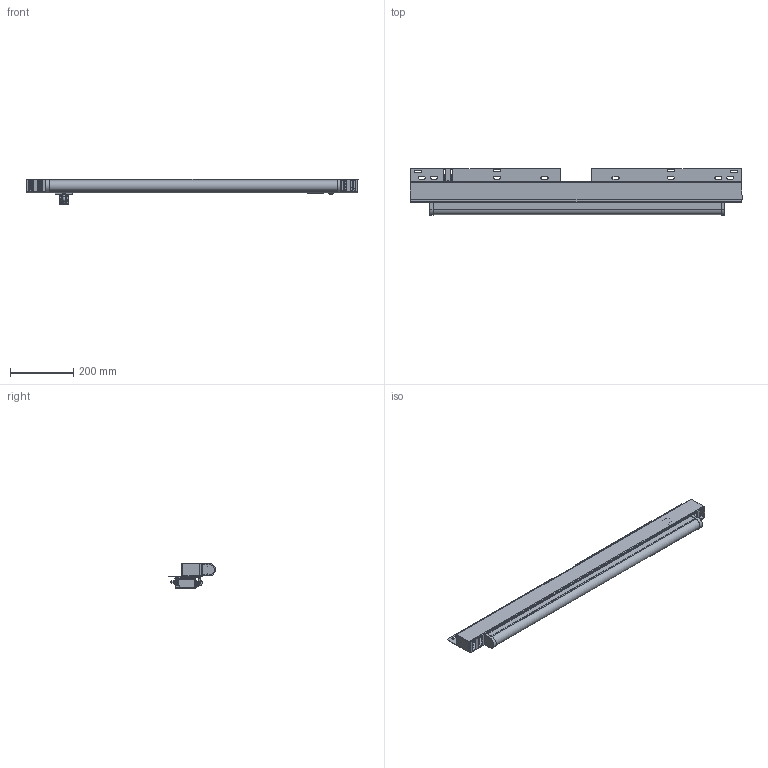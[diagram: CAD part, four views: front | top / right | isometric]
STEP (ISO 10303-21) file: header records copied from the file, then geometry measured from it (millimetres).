
FILE_DESCRIPTION(/* description */ (''),/* implementation_level */ '2;1');
FILE_NAME(/* name */ '01-040-00104_ZSB-LL30-SK-R-E-E44.stp',/* time_stamp */ '2018-01-16T08:12:49+01:00',/* author */ ('mblecker'),/* organization */ ('SSI-Schäfer'),/* preprocessor_version */ 'ST-DEVELOPER v15.6',/* originating_system */ 'Autodesk Inventor 2015',/* authorisation */ '');
FILE_SCHEMA (('AUTOMOTIVE_DESIGN { 1 0 10303 214 3 1 1 }'));
Products named in the file (44): 01-040-00024_LL30-SK-R_Unterteil; 01-040-00023_LL30-SK-R_Oberteil; Schalter_SK_neu; Schalter_Zwischenstueck; pg11; Türschalter-Adapterplatte; 166_GEST-382466211; 166_GEST-38246620; 166_GEST-382466231; 166_GEST-382466221; 166_GEST-382466212; 166_GEST-382466222; 166_GEST-382466232; Gest3-gr; 166_GEST-38246621-1; 166_GEST-38246620-1; 166_GEST-38246623-1; 166_GEST-38246622-1; 166_GEST-3824662-11; 166_GEST-3824662-12; 166_GEST-3824662-13; Gest3-ws; 166_gebu-38242571-1-ws; 166_gebu-38242573-1; 166_gebu-38242572-1; 166_gebu-3-824257-11; 166_gebu-3-824257-12; 166_gebu-3-824257-13; 166_gebu-38242571-1; Durchsteckfassung_G13; Einbauwippschalter-43.420.1230.50; Leuchte30w_25; Kabel_kurz; Tuelle_sb437-5_MIR; Abdeckung_22_2_SW_Heyman_202059; Steckdose_220V; 01-040-00053_LL-AB30; 02-007-00004_Adapter_E44; DIN_125_4,3; ISO 7049 - ST3,9 x 9,5 - C - H ...
Assembly tree (62 placements, depth 4):
  01-040-00104_ZSB-LL30-SK-R-E-E44
    01-040-00024_LL30-SK-R_Unterteil
    01-040-00023_LL30-SK-R_Oberteil
    Türschalter-Adapterplatte
      Schalter_SK_neu
      Schalter_Zwischenstueck
      pg11
    Gest3-gr
      166_GEST-382466211
      166_GEST-38246620
      166_GEST-382466212
        166_GEST-382466231
        166_GEST-382466221
      166_GEST-382466222
        166_GEST-382466231
        166_GEST-382466221
      166_GEST-382466232
        166_GEST-382466231
        166_GEST-382466221
    Gest3-ws
      166_GEST-38246621-1
      166_GEST-38246620-1
      166_GEST-3824662-11
        166_GEST-38246623-1
        166_GEST-38246622-1
      166_GEST-3824662-12
        166_GEST-38246623-1
        166_GEST-38246622-1
      166_GEST-3824662-13
        166_GEST-38246623-1
        166_GEST-38246622-1
    Gebu3-gr
      166_gebu-38242571-1-ws
      _gebu-3-8242570-1
      166_gebu-3-824257-11
        166_gebu-38242573-1
        166_gebu-38242572-1
      166_gebu-3-824257-12
        166_gebu-38242573-1
        166_gebu-38242572-1
      166_gebu-3-824257-13
        166_gebu-38242573-1
        166_gebu-38242572-1
    Gebu3-ws
      166_gebu-38242571-1
      _gebu-3-8242570-1
      166_gebu-3-824257-11
        166_gebu-38242573-1
        166_gebu-38242572-1
      166_gebu-3-824257-12
        166_gebu-38242573-1
        166_gebu-38242572-1
      166_gebu-3-824257-13
        166_gebu-38242573-1
        166_gebu-38242572-1
    Durchsteckfassung_G13  x2
    Einbauwippschalter-43.420.1230.50
    Leuchte30w_25
    Kabel_kurz
    Tuelle_sb437-5_MIR
Bounding box: 1050 x 148 x 81.3 mm (x, y, z)
Volume: 1074641.2 mm3; surface area: 904242.8 mm2
Topology: 31 solids, 33 shells, 2568 faces, 6998 edges, 4432 vertices
Faces by surface type: plane 1542, cylinder 562, cone 262, bspline 167, sphere 21, torus 14
Full cylindrical faces by diameter (mm): 1.9 x4, 2 x1, 2.2 x4, 2.3 x4, 3 x2, 3.9 x2, 4 x2, 4.3 x2, 5 x4, 5.85 x2, 5.9 x6, 7 x4, 9 x2, 11.2 x1, 20.955 x1, 22.225 x1, 23 x1, 25.5 x2, 25.781 x1, 26 x1, 50 x1
Entity records: 60227 total; most frequent: CARTESIAN_POINT 15201, ORIENTED_EDGE 9056, DIRECTION 9015, EDGE_CURVE 4561, LINE 3129, VECTOR 3129, VERTEX_POINT 2986, AXIS2_PLACEMENT_3D 2943
